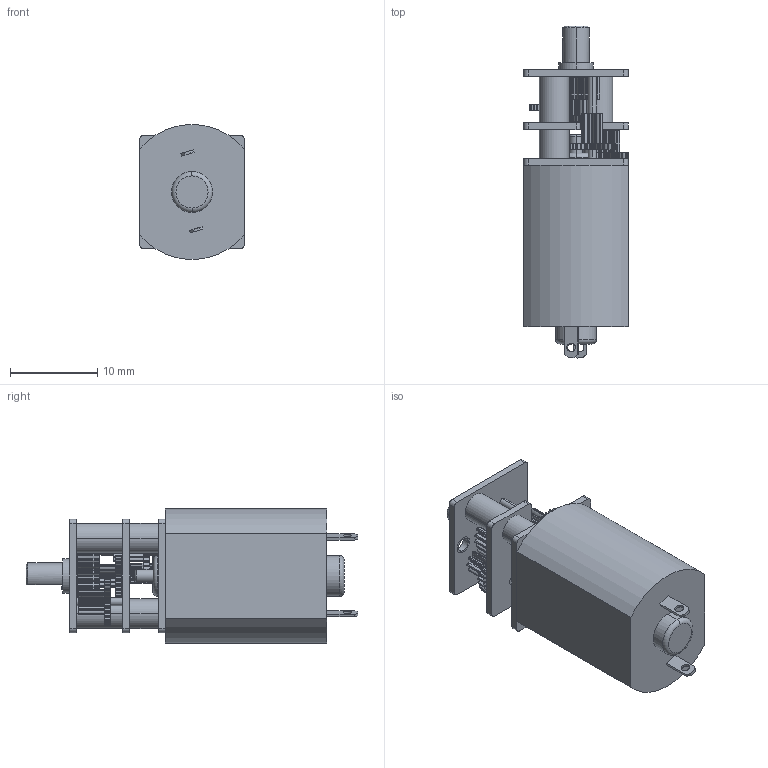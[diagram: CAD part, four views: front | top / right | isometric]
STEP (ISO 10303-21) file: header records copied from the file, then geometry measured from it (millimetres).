
FILE_DESCRIPTION((''),'2;1');
FILE_NAME('13SS-000_ASM','2024-07-16T',('86157'),(''),'PRO/ENGINEER BY PARAMETRIC TECHNOLOGY CORPORATION, 2010280','PRO/ENGINEER BY PARAMETRIC TECHNOLOGY CORPORATION, 2010280','');
FILE_SCHEMA(('CONFIG_CONTROL_DESIGN'));
Length unit declared in the file: millimetre
Products named in the file (8): 12SS; 13SS-01; 13SS-02; 13SS-03; 13SS-04; 13SS-05; MOTOR-030; 13SS-000_ASM
Assembly tree (7 placements, depth 2):
  13SS-000_ASM
    12SS
    13SS-01
    13SS-02
    13SS-03
    13SS-04
    13SS-05
    MOTOR-030
Bounding box: 12 x 38.1 x 15.45 mm (x, y, z)
Volume: 3692.4 mm3; surface area: 3188.4 mm2
Topology: 7 solids, 11 shells, 1572 faces, 4589 edges, 3054 vertices
Faces by surface type: cylinder 1148, plane 239, extrusion 170, cone 9, torus 6
Entity records: 55695 total; most frequent: CARTESIAN_POINT 12149, DIRECTION 9574, ORIENTED_EDGE 9154, EDGE_CURVE 4585, AXIS2_PLACEMENT_3D 3740, VERTEX_POINT 3054, CIRCLE 2319, VECTOR 2094
